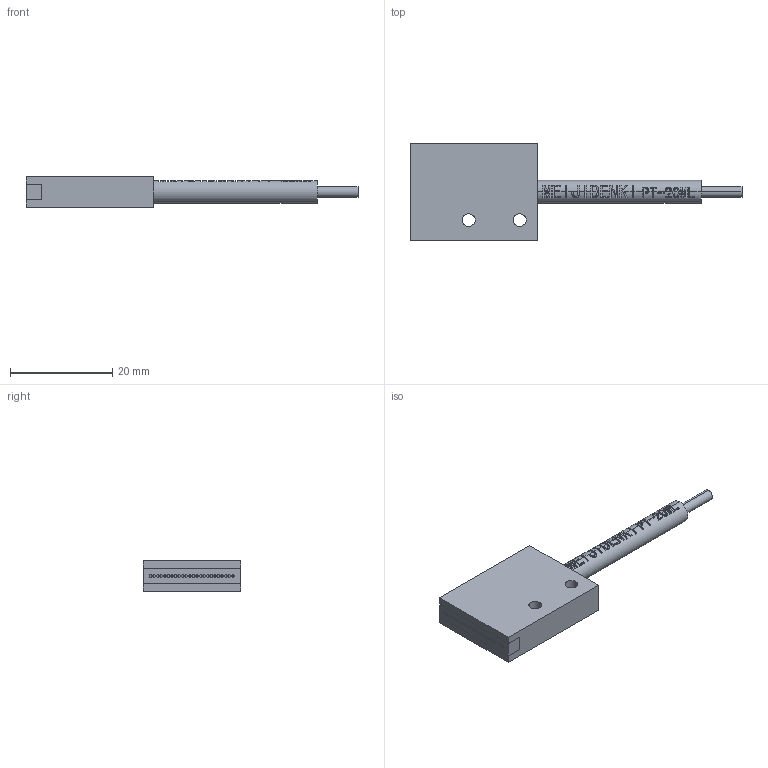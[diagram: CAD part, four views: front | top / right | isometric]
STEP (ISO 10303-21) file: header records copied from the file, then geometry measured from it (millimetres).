
FILE_DESCRIPTION((''),'2;1');
FILE_NAME('PT-20ML','2021-08-12T',('Gavin'),(''),'PRO/ENGINEER BY PARAMETRIC TECHNOLOGY CORPORATION, 2009440','PRO/ENGINEER BY PARAMETRIC TECHNOLOGY CORPORATION, 2009440','');
FILE_SCHEMA(('CONFIG_CONTROL_DESIGN'));
Length unit declared in the file: millimetre
Products named in the file (1): PT-20ML
Bounding box: 65.01 x 19 x 6 mm (x, y, z)
Volume: 3099.4 mm3; surface area: 2677.3 mm2
Topology: 1 solids, 1 shells, 272 faces, 717 edges, 478 vertices
Faces by surface type: plane 180, cylinder 73, extrusion 19
Entity records: 9583 total; most frequent: CARTESIAN_POINT 2735, ORIENTED_EDGE 1434, DIRECTION 1367, EDGE_CURVE 717, VERTEX_POINT 478, VECTOR 457, AXIS2_PLACEMENT_3D 455, LINE 438
